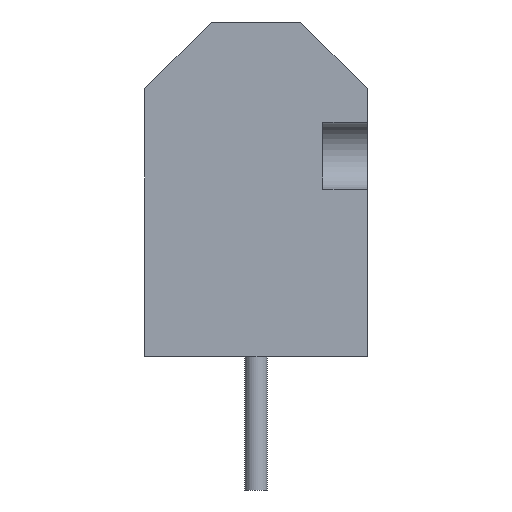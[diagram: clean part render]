
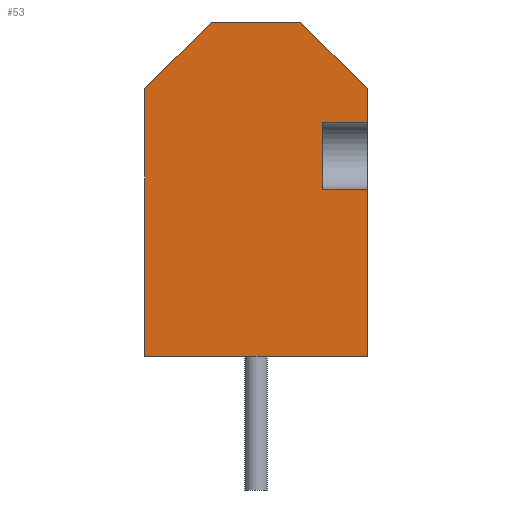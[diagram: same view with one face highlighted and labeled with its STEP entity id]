
A CAD part, left-side view. The second image highlights one B-rep face of the part: STEP entity #53.
In plain terms, the highlighted planar face has unit normal (-1, 0, 0).
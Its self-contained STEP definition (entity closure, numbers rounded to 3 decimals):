
#53=ADVANCED_FACE('',(#251),#253,.T.);
#251=FACE_BOUND('',#252,.T.);
#252=EDGE_LOOP('',(#421,#422,#423,#424,#425,#426,#427,#428,#429,#430));
#253=PLANE('',#254);
#254=AXIS2_PLACEMENT_3D('',#255,#256,#257);
#255=CARTESIAN_POINT('',(-2.5,2.5,0.));
#256=DIRECTION('',(-1.,0.,0.));
#257=DIRECTION('',(0.,-1.,0.));
#421=ORIENTED_EDGE('',*,*,#509,.T.);
#422=ORIENTED_EDGE('',*,*,#510,.T.);
#423=ORIENTED_EDGE('',*,*,#511,.F.);
#424=ORIENTED_EDGE('',*,*,#512,.F.);
#425=ORIENTED_EDGE('',*,*,#513,.F.);
#426=ORIENTED_EDGE('',*,*,#514,.F.);
#427=ORIENTED_EDGE('',*,*,#515,.F.);
#428=ORIENTED_EDGE('',*,*,#516,.T.);
#429=ORIENTED_EDGE('',*,*,#517,.T.);
#430=ORIENTED_EDGE('',*,*,#518,.T.);
#509=EDGE_CURVE('',#553,#554,#555,.T.);
#510=EDGE_CURVE('',#554,#556,#557,.T.);
#511=EDGE_CURVE('',#558,#556,#559,.F.);
#512=EDGE_CURVE('',#560,#558,#561,.T.);
#513=EDGE_CURVE('',#562,#560,#563,.F.);
#514=EDGE_CURVE('',#564,#562,#565,.T.);
#515=EDGE_CURVE('',#566,#564,#567,.T.);
#516=EDGE_CURVE('',#566,#568,#569,.T.);
#517=EDGE_CURVE('',#568,#570,#571,.F.);
#518=EDGE_CURVE('',#570,#553,#572,.T.);
#553=VERTEX_POINT('',#629);
#554=VERTEX_POINT('',#630);
#555=LINE('',#631,#632);
#556=VERTEX_POINT('',#634);
#557=LINE('',#635,#636);
#558=VERTEX_POINT('',#638);
#559=LINE('',#639,#640);
#560=VERTEX_POINT('',#642);
#561=LINE('',#643,#644);
#562=VERTEX_POINT('',#646);
#563=LINE('',#647,#648);
#564=VERTEX_POINT('',#650);
#565=LINE('',#651,#652);
#566=VERTEX_POINT('',#654);
#567=LINE('',#655,#656);
#568=VERTEX_POINT('',#658);
#569=LINE('',#659,#660);
#570=VERTEX_POINT('',#662);
#571=LINE('',#663,#664);
#572=LINE('',#666,#667);
#629=CARTESIAN_POINT('',(-2.5,-1.5,4.75));
#630=CARTESIAN_POINT('',(-2.5,-2.5,4.75));
#631=CARTESIAN_POINT('',(-2.5,-1.5,4.75));
#632=VECTOR('',#633,1.);
#633=DIRECTION('',(0.,-1.,0.));
#634=CARTESIAN_POINT('',(-2.5,-2.5,5.5));
#635=CARTESIAN_POINT('',(-2.5,-2.5,4.75));
#636=VECTOR('',#637,1.);
#637=DIRECTION('',(0.,0.,1.));
#638=CARTESIAN_POINT('',(-2.5,-1.,7.));
#639=CARTESIAN_POINT('',(-2.5,-2.5,5.5));
#640=VECTOR('',#641,1.);
#641=DIRECTION('',(0.,0.707,0.707));
#642=CARTESIAN_POINT('',(-2.5,1.,7.));
#643=CARTESIAN_POINT('',(-2.5,1.,7.));
#644=VECTOR('',#645,1.);
#645=DIRECTION('',(0.,-1.,0.));
#646=CARTESIAN_POINT('',(-2.5,2.5,5.5));
#647=CARTESIAN_POINT('',(-2.5,1.,7.));
#648=VECTOR('',#649,1.);
#649=DIRECTION('',(0.,0.707,-0.707));
#650=CARTESIAN_POINT('',(-2.5,2.5,-0.5));
#651=CARTESIAN_POINT('',(-2.5,2.5,-0.5));
#652=VECTOR('',#653,1.);
#653=DIRECTION('',(0.,0.,1.));
#654=CARTESIAN_POINT('',(-2.5,-2.5,-0.5));
#655=CARTESIAN_POINT('',(-2.5,-2.5,-0.5));
#656=VECTOR('',#657,1.);
#657=DIRECTION('',(0.,1.,0.));
#658=CARTESIAN_POINT('',(-2.5,-2.5,3.25));
#659=CARTESIAN_POINT('',(-2.5,-2.5,-0.5));
#660=VECTOR('',#661,1.);
#661=DIRECTION('',(0.,0.,1.));
#662=CARTESIAN_POINT('',(-2.5,-1.5,3.25));
#663=CARTESIAN_POINT('',(-2.5,-1.5,3.25));
#664=VECTOR('',#665,1.);
#665=DIRECTION('',(0.,-1.,0.));
#666=CARTESIAN_POINT('',(-2.5,-1.5,3.25));
#667=VECTOR('',#668,1.);
#668=DIRECTION('',(0.,0.,1.));
